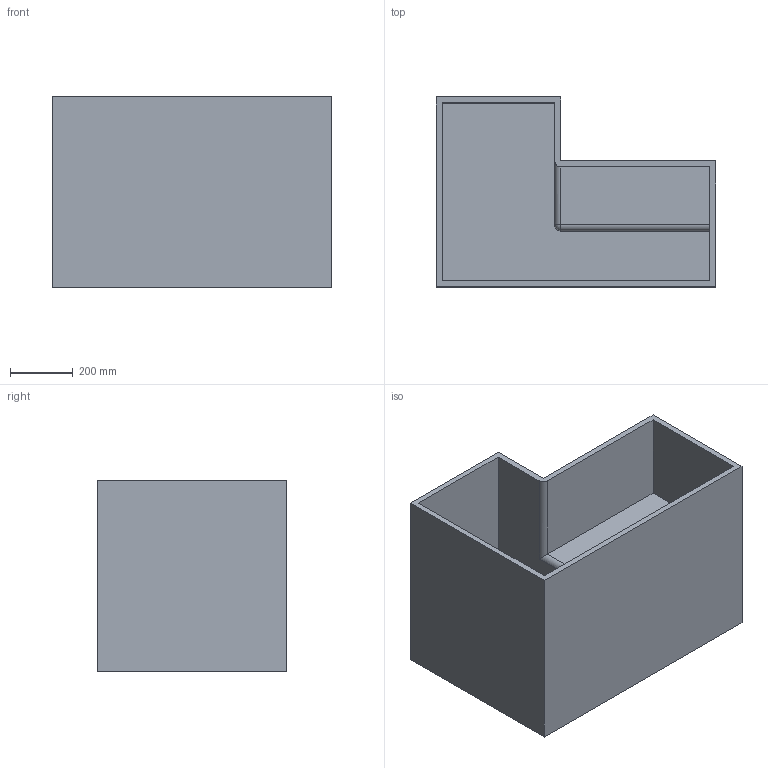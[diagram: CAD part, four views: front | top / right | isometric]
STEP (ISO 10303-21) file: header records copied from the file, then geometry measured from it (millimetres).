
FILE_DESCRIPTION(('FreeCAD Model'),'2;1');
FILE_NAME('Open CASCADE Shape Model','2025-02-02T12:50:57',(''),(''), 'Open CASCADE STEP processor 7.8','FreeCAD','Unknown');
FILE_SCHEMA(('AUTOMOTIVE_DESIGN { 1 0 10303 214 1 1 1 1 }'));
Length unit declared in the file: millimetre
Products named in the file (2): Part; Body
Assembly tree (1 placements, depth 2):
  Part
    Body
Bounding box: 890.02 x 603.5 x 609.6 mm (x, y, z)
Volume: 40968012.5 mm3; surface area: 4358032.7 mm2
Topology: 1 solids, 1 shells, 24 faces, 59 edges, 38 vertices
Faces by surface type: plane 19, cylinder 4, sphere 1
Entity records: 738 total; most frequent: CARTESIAN_POINT 123, DIRECTION 118, ORIENTED_EDGE 118, EDGE_CURVE 59, LINE 52, VECTOR 52, VERTEX_POINT 38, AXIS2_PLACEMENT_3D 33
